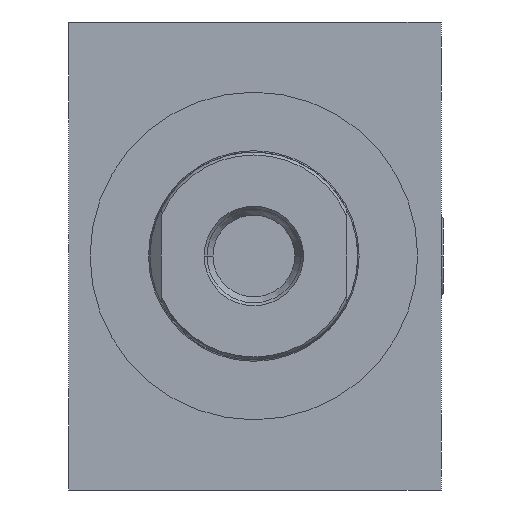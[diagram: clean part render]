
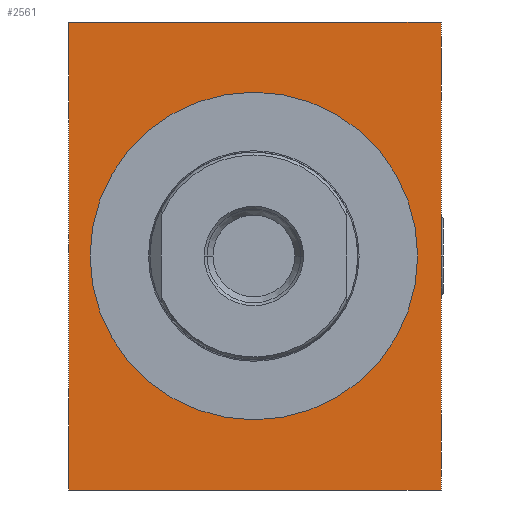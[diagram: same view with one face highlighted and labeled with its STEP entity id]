
A CAD part, left-side view. The second image highlights one B-rep face of the part: STEP entity #2561.
In plain terms, the highlighted planar face has unit normal (-1, 0, 0).
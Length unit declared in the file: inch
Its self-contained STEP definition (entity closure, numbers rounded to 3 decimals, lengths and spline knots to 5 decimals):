
#22=DIRECTION('',(0.,-1.,0.));
#23=VECTOR('',#22,1.99);
#24=CARTESIAN_POINT('',(0.,0.99,1.25));
#25=LINE('',#24,#23);
#30=DIRECTION('',(0.,0.,-1.));
#31=VECTOR('',#30,2.5);
#32=CARTESIAN_POINT('',(0.,-1.,1.25));
#33=LINE('',#32,#31);
#37=DIRECTION('',(0.,1.,0.));
#38=VECTOR('',#37,1.99);
#39=CARTESIAN_POINT('',(0.,-1.,-1.25));
#40=LINE('',#39,#38);
#44=DIRECTION('',(0.,0.,1.));
#45=VECTOR('',#44,2.5);
#46=CARTESIAN_POINT('',(0.,0.99,-1.25));
#47=LINE('',#46,#45);
#51=CARTESIAN_POINT('',(0.,0.,0.));
#52=DIRECTION('',(-1.,0.,0.));
#53=DIRECTION('',(0.,0.,1.));
#54=AXIS2_PLACEMENT_3D('',#51,#52,#53);
#59=CARTESIAN_POINT('',(0.,0.,0.));
#60=DIRECTION('',(-1.,0.,0.));
#61=DIRECTION('',(0.,0.,-1.));
#62=AXIS2_PLACEMENT_3D('',#59,#60,#61);
#2183=CARTESIAN_POINT('',(0.,0.99,1.25));
#2184=CARTESIAN_POINT('',(0.,-1.,1.25));
#2185=VERTEX_POINT('',#2183);
#2186=VERTEX_POINT('',#2184);
#2187=CARTESIAN_POINT('',(0.,-1.,-1.25));
#2188=VERTEX_POINT('',#2187);
#2189=CARTESIAN_POINT('',(0.,0.99,-1.25));
#2190=VERTEX_POINT('',#2189);
#2271=CARTESIAN_POINT('',(0.,0.,0.875));
#2272=CARTESIAN_POINT('',(0.,0.,-0.875));
#2273=VERTEX_POINT('',#2271);
#2274=VERTEX_POINT('',#2272);
#2540=CARTESIAN_POINT('',(0.,0.,0.));
#2541=DIRECTION('',(1.,0.,0.));
#2542=DIRECTION('',(0.,0.,-1.));
#2543=AXIS2_PLACEMENT_3D('',#2540,#2541,#2542);
#2544=PLANE('',#2543);
#2546=ORIENTED_EDGE('',*,*,#2545,.T.);
#2548=ORIENTED_EDGE('',*,*,#2547,.T.);
#2550=ORIENTED_EDGE('',*,*,#2549,.T.);
#2552=ORIENTED_EDGE('',*,*,#2551,.T.);
#2553=EDGE_LOOP('',(#2546,#2548,#2550,#2552));
#2554=FACE_OUTER_BOUND('',#2553,.F.);
#2556=ORIENTED_EDGE('',*,*,#2555,.T.);
#2558=ORIENTED_EDGE('',*,*,#2557,.T.);
#2559=EDGE_LOOP('',(#2556,#2558));
#2560=FACE_BOUND('',#2559,.F.);
#55=CIRCLE('',#54,0.875);
#63=CIRCLE('',#62,0.875);
#2545=EDGE_CURVE('',#2185,#2186,#25,.T.);
#2547=EDGE_CURVE('',#2186,#2188,#33,.T.);
#2549=EDGE_CURVE('',#2188,#2190,#40,.T.);
#2551=EDGE_CURVE('',#2190,#2185,#47,.T.);
#2555=EDGE_CURVE('',#2273,#2274,#55,.T.);
#2557=EDGE_CURVE('',#2274,#2273,#63,.T.);
#2561=ADVANCED_FACE('',(#2554,#2560),#2544,.F.);
